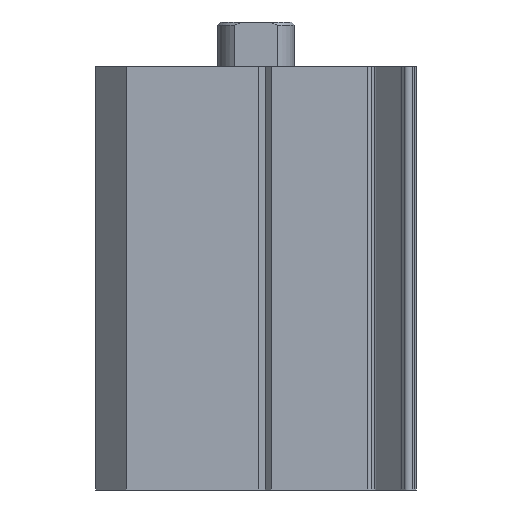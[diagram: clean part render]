
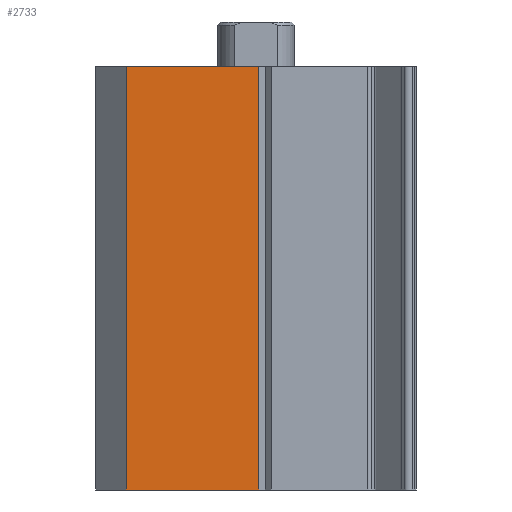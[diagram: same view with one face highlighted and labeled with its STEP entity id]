
A CAD part, left-side view. The second image highlights one B-rep face of the part: STEP entity #2733.
In plain terms, the highlighted planar face has unit normal (-1, 0, 0).
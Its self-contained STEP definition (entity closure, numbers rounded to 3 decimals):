
#352 = FACE_OUTER_BOUND ( 'NONE', #1263, .T. ) ;
#351 = DIRECTION ( 'NONE',  ( 0., -1., 0. ) ) ;
#375 = CARTESIAN_POINT ( 'NONE',  ( -12.5, 10.13, 16.5 ) ) ;
#505 = EDGE_CURVE ( 'NONE', #1208, #2105, #1821, .T. ) ;
#669 = DIRECTION ( 'NONE',  ( 0., -1., 0. ) ) ;
#884 = CARTESIAN_POINT ( 'NONE',  ( -12.5, 10.13, 16.5 ) ) ;
#1031 = VECTOR ( 'NONE', #351, 1000. ) ;
#1109 = CARTESIAN_POINT ( 'NONE',  ( -12.5, -0.208, -16.5 ) ) ;
#1208 = VERTEX_POINT ( 'NONE', #3394 ) ;
#1254 = VECTOR ( 'NONE', #2588, 1000. ) ;
#1263 = EDGE_LOOP ( 'NONE', ( #1927, #1740, #1577, #1608 ) ) ;
#1282 = CARTESIAN_POINT ( 'NONE',  ( -12.5, -12.5, 16.5 ) ) ;
#1577 = ORIENTED_EDGE ( 'NONE', *, *, #3615, .F. ) ;
#1603 = DIRECTION ( 'NONE',  ( 1., 0., 0. ) ) ;
#1608 = ORIENTED_EDGE ( 'NONE', *, *, #2889, .T. ) ;
#1664 = CARTESIAN_POINT ( 'NONE',  ( -12.5, -0.208, 16.5 ) ) ;
#1684 = VERTEX_POINT ( 'NONE', #884 ) ;
#1740 = ORIENTED_EDGE ( 'NONE', *, *, #3917, .T. ) ;
#1821 = LINE ( 'NONE', #2537, #3417 ) ;
#1927 = ORIENTED_EDGE ( 'NONE', *, *, #505, .T. ) ;
#2073 = LINE ( 'NONE', #375, #1254 ) ;
#2105 = VERTEX_POINT ( 'NONE', #2670 ) ;
#2196 = AXIS2_PLACEMENT_3D ( 'NONE', #1282, #1603, #3829 ) ;
#2211 = VERTEX_POINT ( 'NONE', #1664 ) ;
#2340 = VECTOR ( 'NONE', #3342, 1000. ) ;
#2444 = LINE ( 'NONE', #1109, #2340 ) ;
#2537 = CARTESIAN_POINT ( 'NONE',  ( -12.5, -12.5, -16.5 ) ) ;
#2550 = CARTESIAN_POINT ( 'NONE',  ( -12.5, -12.5, 16.5 ) ) ;
#2588 = DIRECTION ( 'NONE',  ( 0., 0., -1. ) ) ;
#2670 = CARTESIAN_POINT ( 'NONE',  ( -12.5, -0.208, -16.5 ) ) ;
#2733 = ADVANCED_FACE ( 'NONE', ( #352 ), #3812, .F. ) ;
#2889 = EDGE_CURVE ( 'NONE', #1684, #1208, #2073, .T. ) ;
#3342 = DIRECTION ( 'NONE',  ( 0., 0., 1. ) ) ;
#3394 = CARTESIAN_POINT ( 'NONE',  ( -12.5, 10.13, -16.5 ) ) ;
#3417 = VECTOR ( 'NONE', #669, 1000. ) ;
#3448 = LINE ( 'NONE', #2550, #1031 ) ;
#3615 = EDGE_CURVE ( 'NONE', #1684, #2211, #3448, .T. ) ;
#3812 = PLANE ( 'NONE',  #2196 ) ;
#3829 = DIRECTION ( 'NONE',  ( 0., 0., -1. ) ) ;
#3917 = EDGE_CURVE ( 'NONE', #2105, #2211, #2444, .T. ) ;
